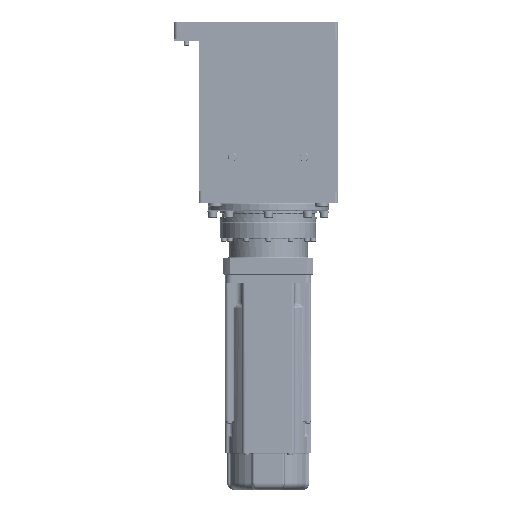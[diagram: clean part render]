
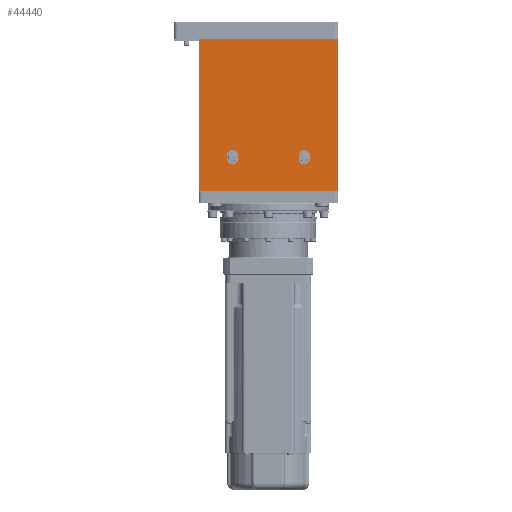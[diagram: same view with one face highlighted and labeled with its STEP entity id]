
A CAD part, front view. The second image highlights one B-rep face of the part: STEP entity #44440.
In plain terms, the highlighted face is planar.
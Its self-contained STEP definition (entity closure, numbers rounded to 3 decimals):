
#305 = DIRECTION ( 'NONE',  ( -1., 0., 0. ) ) ;
#1095 = VERTEX_POINT ( 'NONE', #4527 ) ;
#2241 = AXIS2_PLACEMENT_3D ( 'NONE', #33815, #81690, #40711 ) ;
#2750 = LINE ( 'NONE', #23961, #39232 ) ;
#4527 = CARTESIAN_POINT ( 'NONE',  ( 0., 74., -68. ) ) ;
#5038 = CARTESIAN_POINT ( 'NONE',  ( 0., -74., 68. ) ) ;
#5257 = ORIENTED_EDGE ( 'NONE', *, *, #69973, .F. ) ;
#5274 = DIRECTION ( 'NONE',  ( -1., 0., 0. ) ) ;
#5474 = VERTEX_POINT ( 'NONE', #50051 ) ;
#6380 = VERTEX_POINT ( 'NONE', #27271 ) ;
#7785 = LINE ( 'NONE', #57255, #42113 ) ;
#7943 = EDGE_CURVE ( 'NONE', #12926, #49646, #2750, .T. ) ;
#7959 = VECTOR ( 'NONE', #8968, 1000. ) ;
#8021 = ORIENTED_EDGE ( 'NONE', *, *, #7943, .F. ) ;
#8492 = EDGE_LOOP ( 'NONE', ( #50691, #52909, #55465, #87608 ) ) ;
#8669 = EDGE_CURVE ( 'NONE', #6380, #73649, #58296, .T. ) ;
#8968 = DIRECTION ( 'NONE',  ( 0., -1., 0. ) ) ;
#10689 = DIRECTION ( 'NONE',  ( 0., 1., 0. ) ) ;
#11171 = EDGE_CURVE ( 'NONE', #1095, #16464, #17007, .T. ) ;
#11548 = VERTEX_POINT ( 'NONE', #41003 ) ;
#11805 = CARTESIAN_POINT ( 'NONE',  ( 0., 43., 40.5 ) ) ;
#12926 = VERTEX_POINT ( 'NONE', #32006 ) ;
#13798 = LINE ( 'NONE', #58697, #32116 ) ;
#16012 = AXIS2_PLACEMENT_3D ( 'NONE', #77441, #36362, #84292 ) ;
#16464 = VERTEX_POINT ( 'NONE', #21992 ) ;
#17007 = LINE ( 'NONE', #57227, #87748 ) ;
#17395 = CARTESIAN_POINT ( 'NONE',  ( 0., 43., -29.5 ) ) ;
#17848 = EDGE_LOOP ( 'NONE', ( #8021, #45308, #74850, #5257 ) ) ;
#20994 = CIRCLE ( 'NONE', #65447, 5.5 ) ;
#21339 = EDGE_CURVE ( 'NONE', #69322, #6380, #20994, .T. ) ;
#21992 = CARTESIAN_POINT ( 'NONE',  ( 0., -74., -68. ) ) ;
#22580 = VERTEX_POINT ( 'NONE', #68330 ) ;
#23259 = DIRECTION ( 'NONE',  ( 0., -1., 0. ) ) ;
#23961 = CARTESIAN_POINT ( 'NONE',  ( 0., 40., -29.5 ) ) ;
#23992 = CIRCLE ( 'NONE', #59468, 5.5 ) ;
#24748 = CARTESIAN_POINT ( 'NONE',  ( 0., 43., 29.5 ) ) ;
#26190 = LINE ( 'NONE', #56922, #7959 ) ;
#27271 = CARTESIAN_POINT ( 'NONE',  ( 0., 43., 29.5 ) ) ;
#29839 = ORIENTED_EDGE ( 'NONE', *, *, #21339, .F. ) ;
#31361 = FACE_BOUND ( 'NONE', #49127, .T. ) ;
#32006 = CARTESIAN_POINT ( 'NONE',  ( 0., 40., -29.5 ) ) ;
#32116 = VECTOR ( 'NONE', #10689, 1000. ) ;
#32368 = DIRECTION ( 'NONE',  ( 0., 0., -1. ) ) ;
#32642 = EDGE_CURVE ( 'NONE', #73649, #74574, #23992, .T. ) ;
#32688 = AXIS2_PLACEMENT_3D ( 'NONE', #33281, #81142, #40182 ) ;
#33281 = CARTESIAN_POINT ( 'NONE',  ( 0., -74., 68. ) ) ;
#33815 = CARTESIAN_POINT ( 'NONE',  ( 0., 43., -35. ) ) ;
#35103 = EDGE_CURVE ( 'NONE', #22580, #12926, #64829, .T. ) ;
#35774 = ORIENTED_EDGE ( 'NONE', *, *, #59850, .F. ) ;
#36362 = DIRECTION ( 'NONE',  ( -1., 0., 0. ) ) ;
#36878 = DIRECTION ( 'NONE',  ( 0., -1., 0. ) ) ;
#39232 = VECTOR ( 'NONE', #64978, 1000. ) ;
#40096 = VECTOR ( 'NONE', #79843, 1000. ) ;
#40182 = DIRECTION ( 'NONE',  ( 0., 0., -1. ) ) ;
#40603 = ORIENTED_EDGE ( 'NONE', *, *, #32642, .F. ) ;
#40711 = DIRECTION ( 'NONE',  ( 0., 0., 1. ) ) ;
#41003 = CARTESIAN_POINT ( 'NONE',  ( 0., 74., 68. ) ) ;
#41401 = CARTESIAN_POINT ( 'NONE',  ( 0., 40., 35. ) ) ;
#42113 = VECTOR ( 'NONE', #64133, 1000. ) ;
#44440 = ADVANCED_FACE ( 'NONE', ( #67752, #31361, #51653 ), #67134, .F. ) ;
#44452 = VECTOR ( 'NONE', #32368, 1000. ) ;
#45308 = ORIENTED_EDGE ( 'NONE', *, *, #35103, .F. ) ;
#46324 = CARTESIAN_POINT ( 'NONE',  ( 0., 43., 35. ) ) ;
#46595 = LINE ( 'NONE', #5038, #44452 ) ;
#47221 = CARTESIAN_POINT ( 'NONE',  ( 0., 40., 29.5 ) ) ;
#47601 = CARTESIAN_POINT ( 'NONE',  ( 0., 40., 40.5 ) ) ;
#48260 = DIRECTION ( 'NONE',  ( 0., 0., 1. ) ) ;
#49127 = EDGE_LOOP ( 'NONE', ( #35774, #40603, #55854, #29839 ) ) ;
#49646 = VERTEX_POINT ( 'NONE', #17395 ) ;
#50051 = CARTESIAN_POINT ( 'NONE',  ( 0., 43., -40.5 ) ) ;
#50691 = ORIENTED_EDGE ( 'NONE', *, *, #11171, .T. ) ;
#51653 = FACE_OUTER_BOUND ( 'NONE', #8492, .T. ) ;
#52909 = ORIENTED_EDGE ( 'NONE', *, *, #80856, .F. ) ;
#53161 = DIRECTION ( 'NONE',  ( 0., 0., 1. ) ) ;
#55465 = ORIENTED_EDGE ( 'NONE', *, *, #75434, .F. ) ;
#55854 = ORIENTED_EDGE ( 'NONE', *, *, #8669, .F. ) ;
#56922 = CARTESIAN_POINT ( 'NONE',  ( 0., 43., -40.5 ) ) ;
#57227 = CARTESIAN_POINT ( 'NONE',  ( 0., -74., -68. ) ) ;
#57255 = CARTESIAN_POINT ( 'NONE',  ( 0., 74., 68. ) ) ;
#58296 = LINE ( 'NONE', #24748, #40096 ) ;
#58697 = CARTESIAN_POINT ( 'NONE',  ( 0., 40., 40.5 ) ) ;
#59468 = AXIS2_PLACEMENT_3D ( 'NONE', #41401, #305, #48260 ) ;
#59850 = EDGE_CURVE ( 'NONE', #74574, #69322, #13798, .T. ) ;
#61871 = EDGE_CURVE ( 'NONE', #11548, #1095, #7785, .T. ) ;
#64133 = DIRECTION ( 'NONE',  ( 0., 0., -1. ) ) ;
#64397 = CIRCLE ( 'NONE', #2241, 5.5 ) ;
#64829 = CIRCLE ( 'NONE', #16012, 5.5 ) ;
#64978 = DIRECTION ( 'NONE',  ( 0., 1., 0. ) ) ;
#65447 = AXIS2_PLACEMENT_3D ( 'NONE', #46324, #5274, #53161 ) ;
#66307 = EDGE_CURVE ( 'NONE', #5474, #22580, #26190, .T. ) ;
#67134 = PLANE ( 'NONE',  #32688 ) ;
#67752 = FACE_BOUND ( 'NONE', #17848, .T. ) ;
#67875 = CARTESIAN_POINT ( 'NONE',  ( 0., -74., 68. ) ) ;
#68330 = CARTESIAN_POINT ( 'NONE',  ( 0., 40., -40.5 ) ) ;
#69322 = VERTEX_POINT ( 'NONE', #11805 ) ;
#69973 = EDGE_CURVE ( 'NONE', #49646, #5474, #64397, .T. ) ;
#71389 = VECTOR ( 'NONE', #23259, 1000. ) ;
#73544 = LINE ( 'NONE', #77797, #71389 ) ;
#73649 = VERTEX_POINT ( 'NONE', #47221 ) ;
#74574 = VERTEX_POINT ( 'NONE', #47601 ) ;
#74850 = ORIENTED_EDGE ( 'NONE', *, *, #66307, .F. ) ;
#75434 = EDGE_CURVE ( 'NONE', #11548, #86302, #73544, .T. ) ;
#77441 = CARTESIAN_POINT ( 'NONE',  ( 0., 40., -35. ) ) ;
#77797 = CARTESIAN_POINT ( 'NONE',  ( 0., -74., 68. ) ) ;
#79843 = DIRECTION ( 'NONE',  ( 0., -1., 0. ) ) ;
#80856 = EDGE_CURVE ( 'NONE', #86302, #16464, #46595, .T. ) ;
#81142 = DIRECTION ( 'NONE',  ( 1., 0., 0. ) ) ;
#81690 = DIRECTION ( 'NONE',  ( -1., 0., 0. ) ) ;
#84292 = DIRECTION ( 'NONE',  ( 0., 0., 1. ) ) ;
#86302 = VERTEX_POINT ( 'NONE', #67875 ) ;
#87608 = ORIENTED_EDGE ( 'NONE', *, *, #61871, .T. ) ;
#87748 = VECTOR ( 'NONE', #36878, 1000. ) ;
